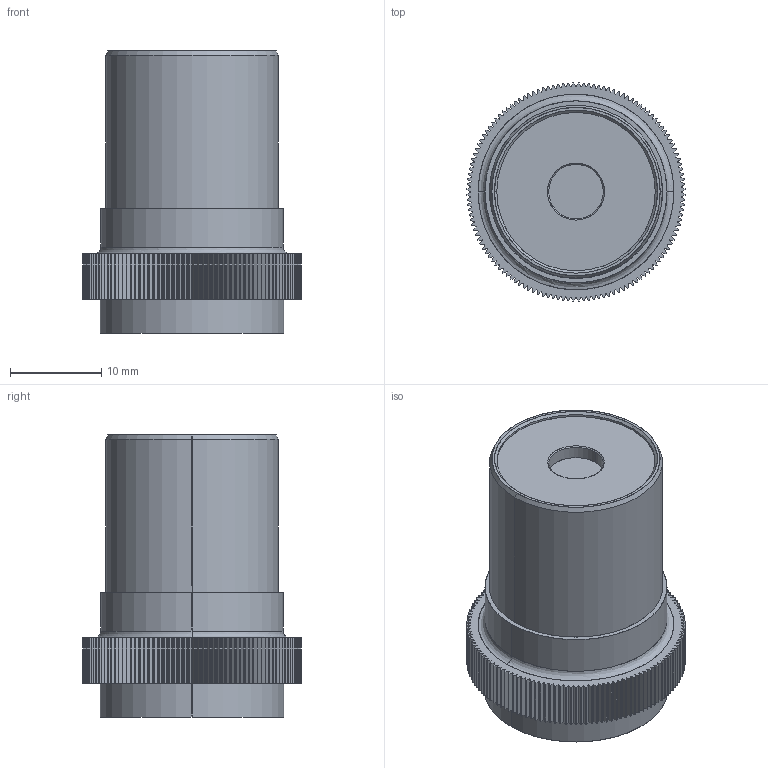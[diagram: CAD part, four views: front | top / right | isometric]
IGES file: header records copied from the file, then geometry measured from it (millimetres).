
Start section: SolidWorks IGES file using analytic representation for surfaces
Global section: file name: Web PDF'Web Model 43902_43902.igs; native system: SolidWorks 2016; preprocessor: SolidWorks 2016; author: CLopez; date: 180315.083134; units: millimetre
Bounding box: 24 x 24 x 31 mm (x, y, z)
Surface area: 3216.7 mm2 (no closed solid volume)
Topology: 0 solids, 0 shells, 556 faces, 3632 edges, 3632 vertices
Faces by surface type: bspline 406, revolution 150
